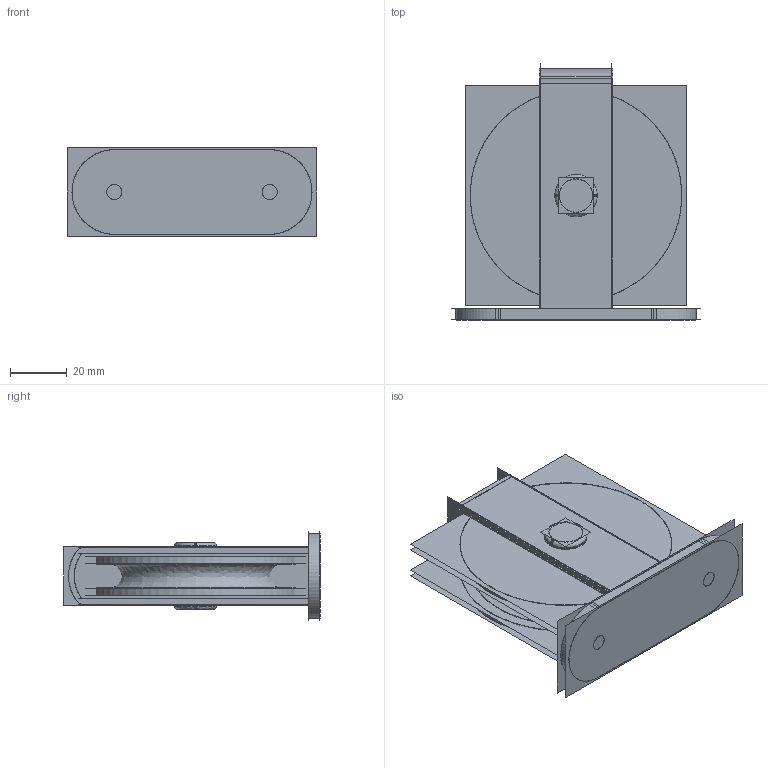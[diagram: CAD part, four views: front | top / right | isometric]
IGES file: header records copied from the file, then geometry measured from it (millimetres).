
Start section:  PTC IGES file: 230562.igs
Global section: file name: 230562.igs; native system: Creo Parametric by PTC Inc.; preprocessor: 2019292; author: PDMAdmin; organization: Unknown; date: 20220916.090627; units: millimetre
Bounding box: 88.4 x 90.87 x 31.2 mm (x, y, z)
Volume: 65464.6 mm3; surface area: 138473.5 mm2
Topology: 1 solids, 1 shells, 100 faces, 528 edges, 684 vertices
Faces by surface type: revolution 68, bspline 32
